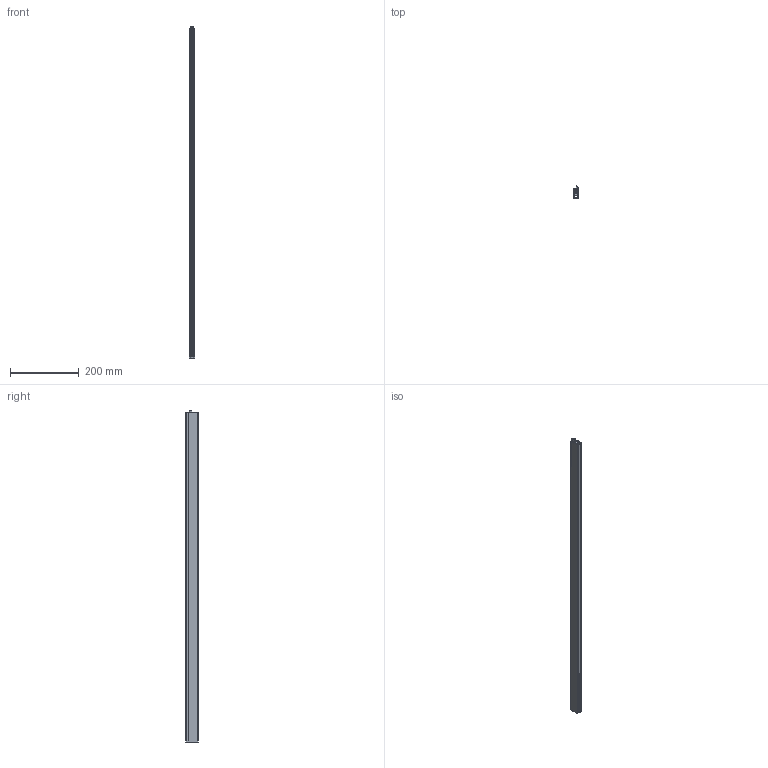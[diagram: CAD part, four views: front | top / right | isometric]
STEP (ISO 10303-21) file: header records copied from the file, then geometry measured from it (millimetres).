
FILE_DESCRIPTION (( 'STEP AP203' ), '1' );
FILE_NAME ('KG D8 959.STEP', '2025-03-07T16:09:42', ( '' ), ( '' ), 'SwSTEP 2.0', 'SolidWorks 2023', '' );
FILE_SCHEMA (( 'CONFIG_CONTROL_DESIGN' ));
Length unit declared in the file: millimetre
Products named in the file (5): Schutzprofil_KG D8_01; Betätigungsteil_1; Innengeometrie_13; KG D8 959; Aussengehäuse_13
Assembly tree (4 placements, depth 2):
  KG D8 959
    Schutzprofil_KG D8_01
    Aussengehäuse_13
    Betätigungsteil_1
    Innengeometrie_13
Bounding box: 16.5 x 35 x 967.52 mm (x, y, z)
Volume: 287519.9 mm3; surface area: 408144.5 mm2
Topology: 21 solids, 21 shells, 677 faces, 1899 edges, 1266 vertices
Faces by surface type: plane 335, bspline 301, cylinder 41
Entity records: 36507 total; most frequent: CARTESIAN_POINT 20437, ORIENTED_EDGE 3798, DIRECTION 2128, EDGE_CURVE 1899, VERTEX_POINT 1266, VECTOR 1212, LINE 1212, EDGE_LOOP 759
